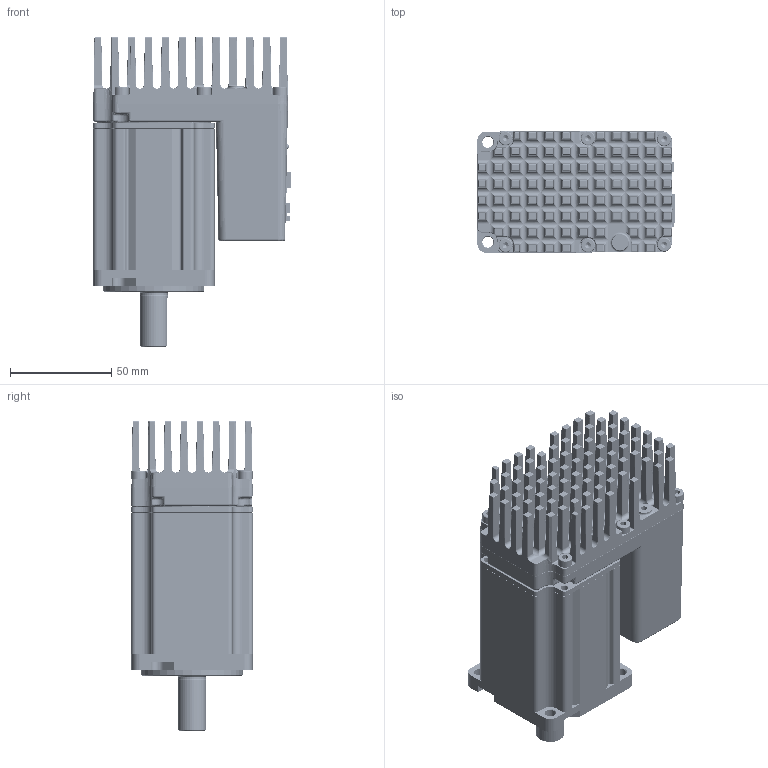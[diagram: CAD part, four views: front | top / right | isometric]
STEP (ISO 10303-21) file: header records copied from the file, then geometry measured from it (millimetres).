
FILE_DESCRIPTION (( 'STEP AP214' ), '1' );
FILE_NAME ('MDX 400W IP20³¤.STEP', '2019-01-04T07:49:43', ( '' ), ( '' ), 'SwSTEP 2.0', 'SolidWorks 2015', '' );
FILE_SCHEMA (( 'AUTOMOTIVE_DESIGN' ));
Length unit declared in the file: millimetre
Products named in the file (1): MDX 400W IP20酗
Bounding box: 97.72 x 60 x 153.2 mm (x, y, z)
Volume: 222838.5 mm3; surface area: 168942.7 mm2
Topology: 26 solids, 26 shells, 5651 faces, 13663 edges, 7770 vertices
Faces by surface type: plane 1902, cylinder 1834, bspline 1235, sphere 288, cone 258, torus 134
Entity records: 268717 total; most frequent: CARTESIAN_POINT 85400, ORIENTED_EDGE 26392, DIRECTION 23480, EDGE_CURVE 13196, AXIS2_PLACEMENT_3D 8377, VERTEX_POINT 7762, VECTOR 6726, LINE 6726
